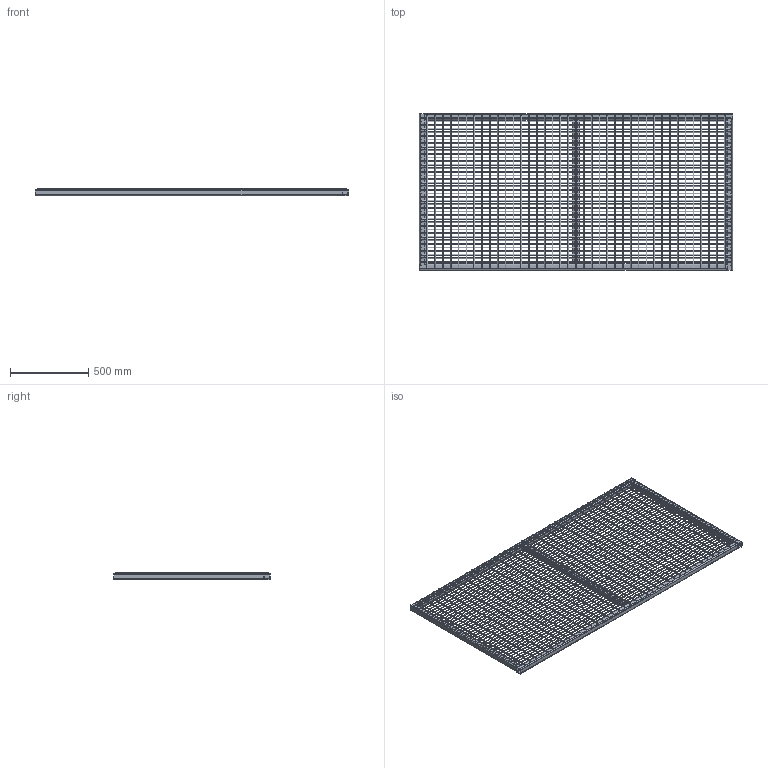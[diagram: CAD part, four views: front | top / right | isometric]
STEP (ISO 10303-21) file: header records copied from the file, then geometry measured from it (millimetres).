
FILE_DESCRIPTION (( 'STEP AP214' ), '1' );
FILE_NAME ('SCREENGUARD.STEP', '2025-01-30T11:29:59', ( '' ), ( '' ), 'SwSTEP 2.0', 'SolidWorks 2021', '' );
FILE_SCHEMA (( 'AUTOMOTIVE_DESIGN' ));
Length unit declared in the file: millimetre
Products named in the file (3): SCREENGUARD; 2000_KARKAS_Varsay�lan<Makinelenmi� Olarak>; 1000X2000_TEL_Varsay�lan<Makinelenmi� Olarak>
Assembly tree (2 placements, depth 2):
  SCREENGUARD
    2000_KARKAS_Varsay�lan<Makinelenmi� Olarak>
    1000X2000_TEL_Varsay�lan<Makinelenmi� Olarak>
Bounding box: 2000 x 1000 x 49.56 mm (x, y, z)
Volume: 5815778.8 mm3; surface area: 3650549.3 mm2
Topology: 86 solids, 86 shells, 429 faces, 746 edges, 484 vertices
Faces by surface type: plane 217, cylinder 212
Entity records: 11510 total; most frequent: CARTESIAN_POINT 2064, DIRECTION 1938, ORIENTED_EDGE 1492, AXIS2_PLACEMENT_3D 798, EDGE_CURVE 746, VERTEX_POINT 484, EDGE_LOOP 434, FACE_OUTER_BOUND 429
